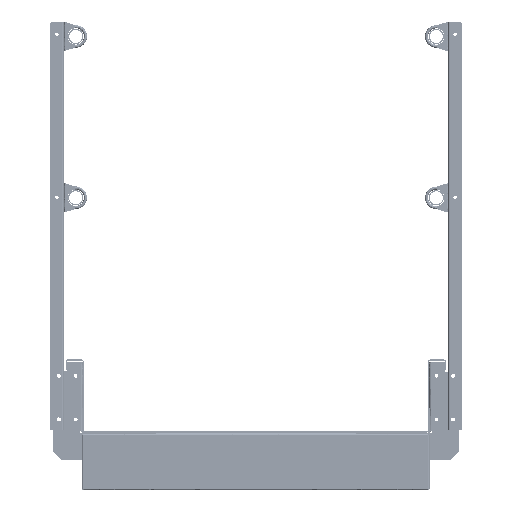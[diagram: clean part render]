
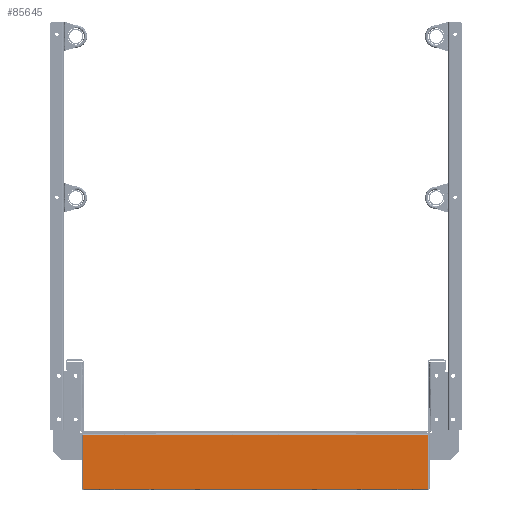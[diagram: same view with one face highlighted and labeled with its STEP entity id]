
A CAD part, left-side view. The second image highlights one B-rep face of the part: STEP entity #85645.
In plain terms, the highlighted free-form (B-spline) face has degree [1, 1] with [2, 2] control points.
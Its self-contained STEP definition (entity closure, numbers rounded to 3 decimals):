
#84263 = VERTEX_POINT('',#84264);
#84264 = CARTESIAN_POINT('',(-3063.775,-633.54,
    65.272));
#84299 = VERTEX_POINT('',#84300);
#84300 = CARTESIAN_POINT('',(-3063.775,-633.54,
    -131.844));
#84416 = VERTEX_POINT('',#84417);
#84417 = CARTESIAN_POINT('',(-3063.775,641.861,
    65.272));
#84716 = VERTEX_POINT('',#84717);
#84717 = CARTESIAN_POINT('',(-3063.775,641.861,
    -131.844));
#85075 = EDGE_CURVE('',#84299,#84263,#85076,.T.);
#85076 = B_SPLINE_CURVE_WITH_KNOTS('',1,(#85077,#85078),.UNSPECIFIED.,
  .F.,.F.,(2,2),(0.,147.103),.PIECEWISE_BEZIER_KNOTS.);
#85077 = CARTESIAN_POINT('',(-3063.775,-633.54,
    -131.844));
#85078 = CARTESIAN_POINT('',(-3063.775,-633.54,
    65.272));
#85122 = EDGE_CURVE('',#84263,#84416,#85123,.T.);
#85123 = B_SPLINE_CURVE_WITH_KNOTS('',1,(#85124,#85125),.UNSPECIFIED.,
  .F.,.F.,(2,2),(0.,951.803),.PIECEWISE_BEZIER_KNOTS.);
#85124 = CARTESIAN_POINT('',(-3063.775,-633.54,
    65.272));
#85125 = CARTESIAN_POINT('',(-3063.775,641.861,
    65.272));
#85292 = EDGE_CURVE('',#84716,#84416,#85293,.T.);
#85293 = B_SPLINE_CURVE_WITH_KNOTS('',1,(#85294,#85295),.UNSPECIFIED.,
  .F.,.F.,(2,2),(0.,147.103),.PIECEWISE_BEZIER_KNOTS.);
#85294 = CARTESIAN_POINT('',(-3063.775,641.861,
    -131.844));
#85295 = CARTESIAN_POINT('',(-3063.775,641.861,
    65.272));
#85527 = EDGE_CURVE('',#84716,#84299,#85528,.T.);
#85528 = B_SPLINE_CURVE_WITH_KNOTS('',1,(#85529,#85530),.UNSPECIFIED.,
  .F.,.F.,(2,2),(0.,951.803),.PIECEWISE_BEZIER_KNOTS.);
#85529 = CARTESIAN_POINT('',(-3063.775,641.861,
    -131.844));
#85530 = CARTESIAN_POINT('',(-3063.775,-633.54,
    -131.844));
#85645 = ADVANCED_FACE('',(#85646),#85652,.F.);
#85646 = FACE_BOUND('',#85647,.T.);
#85647 = EDGE_LOOP('',(#85648,#85649,#85650,#85651));
#85648 = ORIENTED_EDGE('',*,*,#85527,.T.);
#85649 = ORIENTED_EDGE('',*,*,#85075,.T.);
#85650 = ORIENTED_EDGE('',*,*,#85122,.T.);
#85651 = ORIENTED_EDGE('',*,*,#85292,.F.);
#85652 = B_SPLINE_SURFACE_WITH_KNOTS('',1,1,(
    (#85653,#85654)
    ,(#85655,#85656
    )),.UNSPECIFIED.,.F.,.F.,.F.,(2,2),(2,2),(40.398,
    992.202),(-109.464,37.639),
  .PIECEWISE_BEZIER_KNOTS.);
#85653 = CARTESIAN_POINT('',(-3063.775,-633.54,
    -131.844));
#85654 = CARTESIAN_POINT('',(-3063.775,-633.54,
    65.272));
#85655 = CARTESIAN_POINT('',(-3063.775,641.861,
    -131.844));
#85656 = CARTESIAN_POINT('',(-3063.775,641.861,
    65.272));
